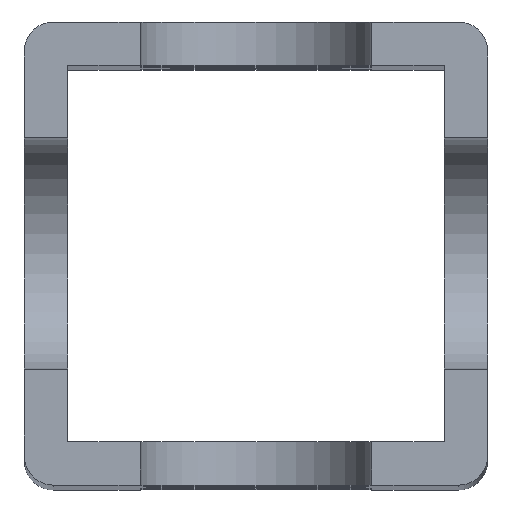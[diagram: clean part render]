
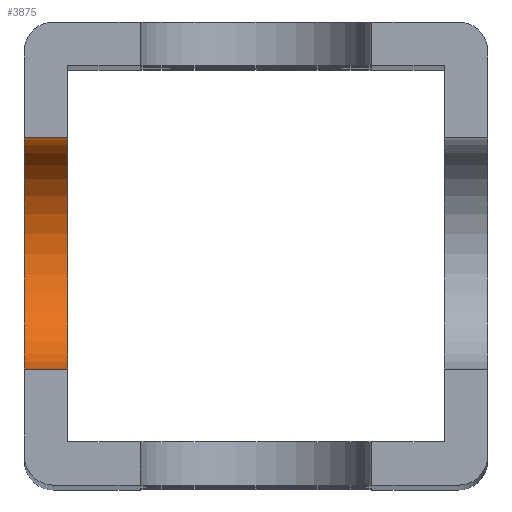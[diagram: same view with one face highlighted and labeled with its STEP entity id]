
A CAD part, top view. The second image highlights one B-rep face of the part: STEP entity #3875.
In plain terms, the highlighted cylindrical face has radius 4 mm (diameter 8 mm), a partial arc.
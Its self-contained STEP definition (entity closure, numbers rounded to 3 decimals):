
#22 = LINE ( 'NONE', #1848, #2641 ) ;
#124 = ORIENTED_EDGE ( 'NONE', *, *, #1816, .F. ) ;
#147 = VERTEX_POINT ( 'NONE', #3649 ) ;
#193 = AXIS2_PLACEMENT_3D ( 'NONE', #3027, #974, #3383 ) ;
#194 = CARTESIAN_POINT ( 'NONE',  ( 36.005, 52.295, 118.601 ) ) ;
#343 = VECTOR ( 'NONE', #1079, 1000. ) ;
#445 = LINE ( 'NONE', #2762, #343 ) ;
#459 = CARTESIAN_POINT ( 'NONE',  ( 37.505, 52.295, 118.601 ) ) ;
#487 = AXIS2_PLACEMENT_3D ( 'NONE', #959, #3369, #1306 ) ;
#788 = CYLINDRICAL_SURFACE ( 'NONE', #2201, 4. ) ;
#910 = FACE_OUTER_BOUND ( 'NONE', #3786, .T. ) ;
#942 = CIRCLE ( 'NONE', #193, 4. ) ;
#959 = CARTESIAN_POINT ( 'NONE',  ( 36.005, 48.295, 118.601 ) ) ;
#974 = DIRECTION ( 'NONE',  ( -1., 0., 0. ) ) ;
#1079 = DIRECTION ( 'NONE',  ( 1., 0., 0. ) ) ;
#1306 = DIRECTION ( 'NONE',  ( 0., 1., 0. ) ) ;
#1354 = EDGE_CURVE ( 'NONE', #3140, #3669, #445, .T. ) ;
#1491 = DIRECTION ( 'NONE',  ( 1., 0., 0. ) ) ;
#1500 = DIRECTION ( 'NONE',  ( -1., 0., 0. ) ) ;
#1816 = EDGE_CURVE ( 'NONE', #2656, #147, #22, .T. ) ;
#1848 = CARTESIAN_POINT ( 'NONE',  ( 36.005, 44.295, 118.601 ) ) ;
#1934 = EDGE_CURVE ( 'NONE', #147, #3140, #3031, .T. ) ;
#2184 = CARTESIAN_POINT ( 'NONE',  ( 36.005, 48.295, 118.601 ) ) ;
#2201 = AXIS2_PLACEMENT_3D ( 'NONE', #2184, #1491, #4152 ) ;
#2255 = EDGE_CURVE ( 'NONE', #3669, #2656, #942, .T. ) ;
#2474 = CARTESIAN_POINT ( 'NONE',  ( 37.505, 44.295, 118.601 ) ) ;
#2641 = VECTOR ( 'NONE', #1500, 1000. ) ;
#2656 = VERTEX_POINT ( 'NONE', #2474 ) ;
#2659 = ORIENTED_EDGE ( 'NONE', *, *, #1934, .F. ) ;
#2762 = CARTESIAN_POINT ( 'NONE',  ( 36.005, 52.295, 118.601 ) ) ;
#3027 = CARTESIAN_POINT ( 'NONE',  ( 37.505, 48.295, 118.601 ) ) ;
#3031 = CIRCLE ( 'NONE', #487, 4. ) ;
#3140 = VERTEX_POINT ( 'NONE', #194 ) ;
#3321 = ORIENTED_EDGE ( 'NONE', *, *, #1354, .F. ) ;
#3369 = DIRECTION ( 'NONE',  ( 1., 0., 0. ) ) ;
#3383 = DIRECTION ( 'NONE',  ( 0., -1., 0. ) ) ;
#3649 = CARTESIAN_POINT ( 'NONE',  ( 36.005, 44.295, 118.601 ) ) ;
#3669 = VERTEX_POINT ( 'NONE', #459 ) ;
#3679 = ORIENTED_EDGE ( 'NONE', *, *, #2255, .F. ) ;
#3786 = EDGE_LOOP ( 'NONE', ( #2659, #124, #3679, #3321 ) ) ;
#3875 = ADVANCED_FACE ( 'NONE', ( #910 ), #788, .F. ) ;
#4152 = DIRECTION ( 'NONE',  ( 0., 1., 0. ) ) ;
